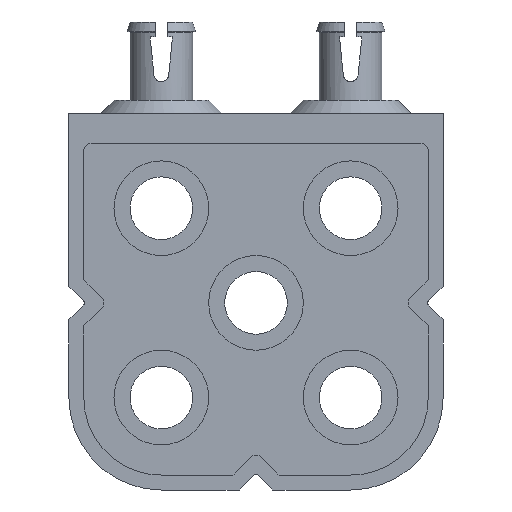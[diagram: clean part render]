
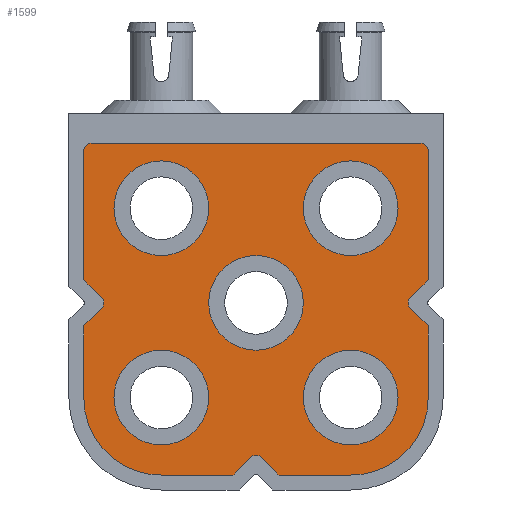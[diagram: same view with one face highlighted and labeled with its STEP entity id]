
A CAD part, front view. The second image highlights one B-rep face of the part: STEP entity #1599.
In plain terms, the highlighted planar face has unit normal (0, -1, 0).
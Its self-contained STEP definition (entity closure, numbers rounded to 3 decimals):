
#767=CARTESIAN_POINT('',(-5.2,-4.175,-11.154));
#768=VERTEX_POINT('',#767);
#769=CARTESIAN_POINT('',(-4.008,-4.175,-12.346));
#770=VERTEX_POINT('',#769);
#771=CARTESIAN_POINT('',(-5.2,-4.175,-11.154));
#772=DIRECTION('',(0.707,0.0,-0.707));
#773=VECTOR('',#772,1.686);
#774=LINE('',#771,#773);
#775=EDGE_CURVE('',#768,#770,#774,.T.);
#862=CARTESIAN_POINT('',(-4.008,-4.175,-13.054));
#863=VERTEX_POINT('',#862);
#864=CARTESIAN_POINT('',(-4.362,-4.175,-12.7));
#865=DIRECTION('',(0.0,1.0,0.0));
#866=DIRECTION('',(0.707,0.0,0.707));
#867=AXIS2_PLACEMENT_3D('',#864,#865,#866);
#868=CIRCLE('',#867,0.5);
#869=EDGE_CURVE('',#770,#863,#868,.T.);
#887=CARTESIAN_POINT('',(-5.2,-4.175,-14.246));
#888=VERTEX_POINT('',#887);
#889=CARTESIAN_POINT('',(-4.008,-4.175,-13.054));
#890=DIRECTION('',(-0.707,0.0,-0.707));
#891=VECTOR('',#890,1.686);
#892=LINE('',#889,#891);
#893=EDGE_CURVE('',#863,#888,#892,.T.);
#984=CARTESIAN_POINT('',(5.996,-4.175,-23.058));
#985=VERTEX_POINT('',#984);
#986=CARTESIAN_POINT('',(6.704,-4.175,-23.058));
#987=VERTEX_POINT('',#986);
#988=CARTESIAN_POINT('',(6.35,-4.175,-23.412));
#989=DIRECTION('',(0.0,1.0,0.0));
#990=DIRECTION('',(-0.707,0.0,0.707));
#991=AXIS2_PLACEMENT_3D('',#988,#989,#990);
#992=CIRCLE('',#991,0.5);
#993=EDGE_CURVE('',#985,#987,#992,.T.);
#1047=CARTESIAN_POINT('',(4.804,-4.175,-24.25));
#1048=VERTEX_POINT('',#1047);
#1049=CARTESIAN_POINT('',(4.804,-4.175,-24.25));
#1050=DIRECTION('',(0.707,0.0,0.707));
#1051=VECTOR('',#1050,1.686);
#1052=LINE('',#1049,#1051);
#1053=EDGE_CURVE('',#1048,#985,#1052,.T.);
#1071=CARTESIAN_POINT('',(7.896,-4.175,-24.25));
#1072=VERTEX_POINT('',#1071);
#1073=CARTESIAN_POINT('',(6.704,-4.175,-23.058));
#1074=DIRECTION('',(0.707,0.0,-0.707));
#1075=VECTOR('',#1074,1.686);
#1076=LINE('',#1073,#1075);
#1077=EDGE_CURVE('',#987,#1072,#1076,.T.);
#1135=CARTESIAN_POINT('',(17.9,-4.175,-14.246));
#1136=VERTEX_POINT('',#1135);
#1137=CARTESIAN_POINT('',(16.708,-4.175,-13.054));
#1138=VERTEX_POINT('',#1137);
#1139=CARTESIAN_POINT('',(17.9,-4.175,-14.246));
#1140=DIRECTION('',(-0.707,0.0,0.707));
#1141=VECTOR('',#1140,1.686);
#1142=LINE('',#1139,#1141);
#1143=EDGE_CURVE('',#1136,#1138,#1142,.T.);
#1230=CARTESIAN_POINT('',(16.708,-4.175,-12.346));
#1231=VERTEX_POINT('',#1230);
#1232=CARTESIAN_POINT('',(17.062,-4.175,-12.7));
#1233=DIRECTION('',(0.0,1.0,0.0));
#1234=DIRECTION('',(0.707,0.0,0.707));
#1235=AXIS2_PLACEMENT_3D('',#1232,#1233,#1234);
#1236=CIRCLE('',#1235,0.5);
#1237=EDGE_CURVE('',#1138,#1231,#1236,.T.);
#1255=CARTESIAN_POINT('',(17.9,-4.175,-11.154));
#1256=VERTEX_POINT('',#1255);
#1257=CARTESIAN_POINT('',(16.708,-4.175,-12.346));
#1258=DIRECTION('',(0.707,0.0,0.707));
#1259=VECTOR('',#1258,1.686);
#1260=LINE('',#1257,#1259);
#1261=EDGE_CURVE('',#1231,#1256,#1260,.T.);
#1281=CARTESIAN_POINT('',(-5.2,-4.175,-19.05));
#1282=VERTEX_POINT('',#1281);
#1289=CARTESIAN_POINT('',(-5.2,-4.175,-14.246));
#1290=DIRECTION('',(0.0,0.0,-1.0));
#1291=VECTOR('',#1290,4.804);
#1292=LINE('',#1289,#1291);
#1293=EDGE_CURVE('',#888,#1282,#1292,.T.);
#1366=CARTESIAN_POINT('',(0.,-4.175,-24.25));
#1367=VERTEX_POINT('',#1366);
#1368=CARTESIAN_POINT('',(0.,-4.175,-24.25));
#1369=DIRECTION('',(1.0,0.0,0.0));
#1370=VECTOR('',#1369,4.804);
#1371=LINE('',#1368,#1370);
#1372=EDGE_CURVE('',#1367,#1048,#1371,.T.);
#1391=CARTESIAN_POINT('',(12.7,-4.175,-24.25));
#1392=VERTEX_POINT('',#1391);
#1399=CARTESIAN_POINT('',(7.896,-4.175,-24.25));
#1400=DIRECTION('',(1.0,0.0,0.0));
#1401=VECTOR('',#1400,4.804);
#1402=LINE('',#1399,#1401);
#1403=EDGE_CURVE('',#1072,#1392,#1402,.T.);
#1463=CARTESIAN_POINT('',(6.35,-4.175,-11.846));
#1464=DIRECTION('',(0.0,1.0,0.0));
#1465=DIRECTION('',(0.0,0.0,1.0));
#1466=AXIS2_PLACEMENT_3D('',#1463,#1464,#1465);
#1467=PLANE('',#1466);
#1468=ORIENTED_EDGE('',*,*,#775,.T.);
#1469=ORIENTED_EDGE('',*,*,#869,.T.);
#1470=ORIENTED_EDGE('',*,*,#893,.T.);
#1471=ORIENTED_EDGE('',*,*,#1293,.T.);
#1472=CARTESIAN_POINT('',(0.,-4.175,-19.05));
#1473=DIRECTION('',(0.0,-1.0,0.0));
#1474=DIRECTION('',(0.0,0.0,-1.0));
#1475=AXIS2_PLACEMENT_3D('',#1472,#1473,#1474);
#1476=CIRCLE('',#1475,5.2);
#1477=EDGE_CURVE('',#1282,#1367,#1476,.T.);
#1478=ORIENTED_EDGE('',*,*,#1477,.T.);
#1479=ORIENTED_EDGE('',*,*,#1372,.T.);
#1480=ORIENTED_EDGE('',*,*,#1053,.T.);
#1481=ORIENTED_EDGE('',*,*,#993,.T.);
#1482=ORIENTED_EDGE('',*,*,#1077,.T.);
#1483=ORIENTED_EDGE('',*,*,#1403,.T.);
#1484=CARTESIAN_POINT('',(17.9,-4.175,-19.05));
#1485=VERTEX_POINT('',#1484);
#1486=CARTESIAN_POINT('',(12.7,-4.175,-19.05));
#1487=DIRECTION('',(0.0,-1.0,0.0));
#1488=DIRECTION('',(1.0,0.0,0.0));
#1489=AXIS2_PLACEMENT_3D('',#1486,#1487,#1488);
#1490=CIRCLE('',#1489,5.2);
#1491=EDGE_CURVE('',#1392,#1485,#1490,.T.);
#1492=ORIENTED_EDGE('',*,*,#1491,.T.);
#1493=CARTESIAN_POINT('',(17.9,-4.175,-19.05));
#1494=DIRECTION('',(0.0,0.0,1.0));
#1495=VECTOR('',#1494,4.804);
#1496=LINE('',#1493,#1495);
#1497=EDGE_CURVE('',#1485,#1136,#1496,.T.);
#1498=ORIENTED_EDGE('',*,*,#1497,.T.);
#1499=ORIENTED_EDGE('',*,*,#1143,.T.);
#1500=ORIENTED_EDGE('',*,*,#1237,.T.);
#1501=ORIENTED_EDGE('',*,*,#1261,.T.);
#1502=CARTESIAN_POINT('',(17.9,-4.175,-2.5));
#1503=VERTEX_POINT('',#1502);
#1504=CARTESIAN_POINT('',(17.9,-4.175,-11.154));
#1505=DIRECTION('',(0.0,0.0,1.0));
#1506=VECTOR('',#1505,8.654);
#1507=LINE('',#1504,#1506);
#1508=EDGE_CURVE('',#1256,#1503,#1507,.T.);
#1509=ORIENTED_EDGE('',*,*,#1508,.T.);
#1510=CARTESIAN_POINT('',(17.4,-4.175,-2.0));
#1511=VERTEX_POINT('',#1510);
#1512=CARTESIAN_POINT('',(17.4,-4.175,-2.5));
#1513=DIRECTION('',(0.0,-1.0,0.0));
#1514=DIRECTION('',(0.707,0.0,0.707));
#1515=AXIS2_PLACEMENT_3D('',#1512,#1513,#1514);
#1516=CIRCLE('',#1515,0.5);
#1517=EDGE_CURVE('',#1503,#1511,#1516,.T.);
#1518=ORIENTED_EDGE('',*,*,#1517,.T.);
#1519=CARTESIAN_POINT('',(-4.7,-4.175,-2.0));
#1520=VERTEX_POINT('',#1519);
#1521=CARTESIAN_POINT('',(-4.7,-4.175,-2.0));
#1522=DIRECTION('',(1.0,0.0,0.0));
#1523=VECTOR('',#1522,22.1);
#1524=LINE('',#1521,#1523);
#1525=EDGE_CURVE('',#1520,#1511,#1524,.T.);
#1526=ORIENTED_EDGE('',*,*,#1525,.F.);
#1527=CARTESIAN_POINT('',(-5.2,-4.175,-2.5));
#1528=VERTEX_POINT('',#1527);
#1529=CARTESIAN_POINT('',(-4.7,-4.175,-2.5));
#1530=DIRECTION('',(0.0,-1.0,0.0));
#1531=DIRECTION('',(-0.707,0.0,0.707));
#1532=AXIS2_PLACEMENT_3D('',#1529,#1530,#1531);
#1533=CIRCLE('',#1532,0.5);
#1534=EDGE_CURVE('',#1520,#1528,#1533,.T.);
#1535=ORIENTED_EDGE('',*,*,#1534,.T.);
#1536=CARTESIAN_POINT('',(-5.2,-4.175,-2.5));
#1537=DIRECTION('',(0.0,0.0,-1.0));
#1538=VECTOR('',#1537,8.654);
#1539=LINE('',#1536,#1538);
#1540=EDGE_CURVE('',#1528,#768,#1539,.T.);
#1541=ORIENTED_EDGE('',*,*,#1540,.T.);
#1542=EDGE_LOOP('',(#1468,#1469,#1470,#1471,#1478,#1479,#1480,#1481,#1482,#1483,#1492,#1498,#1499,#1500,#1501,#1509,#1518,#1526,#1535,#1541));
#1543=FACE_OUTER_BOUND('',#1542,.T.);
#1544=CARTESIAN_POINT('',(-3.175,-4.175,-19.05));
#1545=VERTEX_POINT('',#1544);
#1546=CARTESIAN_POINT('',(0.,-4.175,-19.05));
#1547=DIRECTION('',(0.0,1.0,0.0));
#1548=DIRECTION('',(1.0,0.0,0.0));
#1549=AXIS2_PLACEMENT_3D('',#1546,#1547,#1548);
#1550=CIRCLE('',#1549,3.175);
#1551=EDGE_CURVE('',#1545,#1545,#1550,.T.);
#1552=ORIENTED_EDGE('',*,*,#1551,.T.);
#1553=EDGE_LOOP('',(#1552));
#1554=FACE_BOUND('',#1553,.T.);
#1555=CARTESIAN_POINT('',(9.525,-4.175,-19.05));
#1556=VERTEX_POINT('',#1555);
#1557=CARTESIAN_POINT('',(12.7,-4.175,-19.05));
#1558=DIRECTION('',(0.0,1.0,0.0));
#1559=DIRECTION('',(1.0,0.0,0.0));
#1560=AXIS2_PLACEMENT_3D('',#1557,#1558,#1559);
#1561=CIRCLE('',#1560,3.175);
#1562=EDGE_CURVE('',#1556,#1556,#1561,.T.);
#1563=ORIENTED_EDGE('',*,*,#1562,.T.);
#1564=EDGE_LOOP('',(#1563));
#1565=FACE_BOUND('',#1564,.T.);
#1566=CARTESIAN_POINT('',(3.175,-4.175,-12.7));
#1567=VERTEX_POINT('',#1566);
#1568=CARTESIAN_POINT('',(6.35,-4.175,-12.7));
#1569=DIRECTION('',(0.0,1.0,0.0));
#1570=DIRECTION('',(1.0,0.0,0.0));
#1571=AXIS2_PLACEMENT_3D('',#1568,#1569,#1570);
#1572=CIRCLE('',#1571,3.175);
#1573=EDGE_CURVE('',#1567,#1567,#1572,.T.);
#1574=ORIENTED_EDGE('',*,*,#1573,.T.);
#1575=EDGE_LOOP('',(#1574));
#1576=FACE_BOUND('',#1575,.T.);
#1577=CARTESIAN_POINT('',(-3.175,-4.175,-6.35));
#1578=VERTEX_POINT('',#1577);
#1579=CARTESIAN_POINT('',(0.,-4.175,-6.35));
#1580=DIRECTION('',(0.0,1.0,0.0));
#1581=DIRECTION('',(1.0,0.0,0.0));
#1582=AXIS2_PLACEMENT_3D('',#1579,#1580,#1581);
#1583=CIRCLE('',#1582,3.175);
#1584=EDGE_CURVE('',#1578,#1578,#1583,.T.);
#1585=ORIENTED_EDGE('',*,*,#1584,.T.);
#1586=EDGE_LOOP('',(#1585));
#1587=FACE_BOUND('',#1586,.T.);
#1588=CARTESIAN_POINT('',(9.525,-4.175,-6.35));
#1589=VERTEX_POINT('',#1588);
#1590=CARTESIAN_POINT('',(12.7,-4.175,-6.35));
#1591=DIRECTION('',(0.0,1.0,0.0));
#1592=DIRECTION('',(1.0,0.0,0.0));
#1593=AXIS2_PLACEMENT_3D('',#1590,#1591,#1592);
#1594=CIRCLE('',#1593,3.175);
#1595=EDGE_CURVE('',#1589,#1589,#1594,.T.);
#1596=ORIENTED_EDGE('',*,*,#1595,.T.);
#1597=EDGE_LOOP('',(#1596));
#1598=FACE_BOUND('',#1597,.T.);
#1599=ADVANCED_FACE('',(#1543,#1554,#1565,#1576,#1587,#1598),#1467,.F.);
